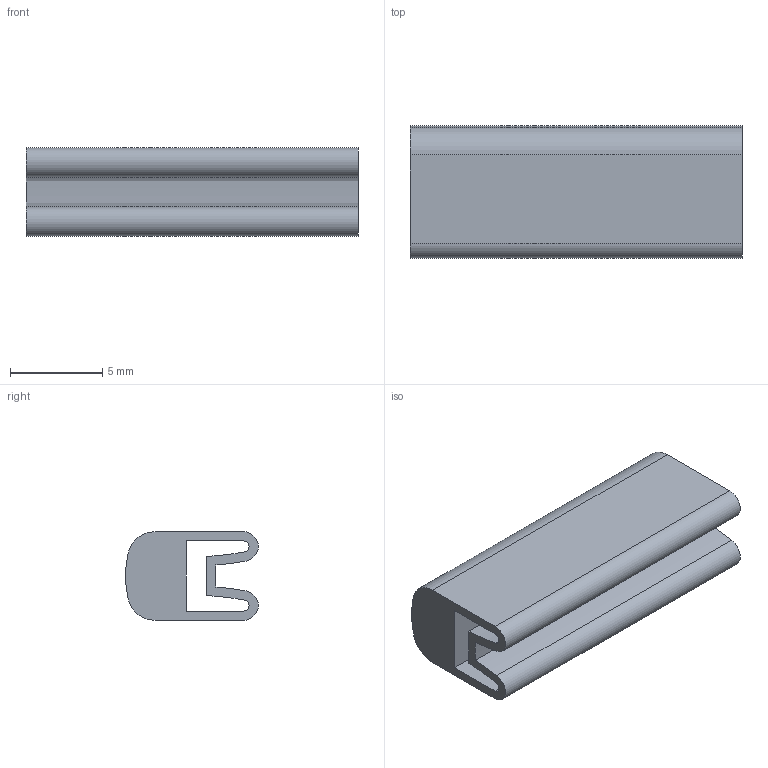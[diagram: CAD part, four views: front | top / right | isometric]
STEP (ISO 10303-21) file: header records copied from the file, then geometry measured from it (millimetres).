
FILE_DESCRIPTION(('SolidDesigner STEP Export'),'2;1');
FILE_NAME('0820523_PATG_2_18-select.stp','2015-07-08T 8:43:20',(''),(''),'Creo Elements/Direct Modeling STEP processor for AP214 (Solid Model)','Creo Elements/Direct Modeling 18.1B 29-Sep-2012 (C) Parametric Technology GmbH','');
FILE_SCHEMA(('AUTOMOTIVE_DESIGN { 1 0 10303 214 1 1 1 1 }'));
Length unit declared in the file: millimetre
Products named in the file (2): 0820523_PATG_2_18-select
Assembly tree (1 placements, depth 2):
  0820523_PATG_2_18-select
    0820523_PATG_2_18-select
Bounding box: 18 x 7.18 x 4.8 mm (x, y, z)
Volume: 395.1 mm3; surface area: 824.9 mm2
Topology: 1 solids, 1 shells, 20 faces, 54 edges, 36 vertices
Faces by surface type: cylinder 12, plane 8
Entity records: 851 total; most frequent: DIRECTION 122, CARTESIAN_POINT 112, ORIENTED_EDGE 108, EDGE_CURVE 54, AXIS2_PLACEMENT_3D 46, VERTEX_POINT 36, VECTOR 30, LINE 30
